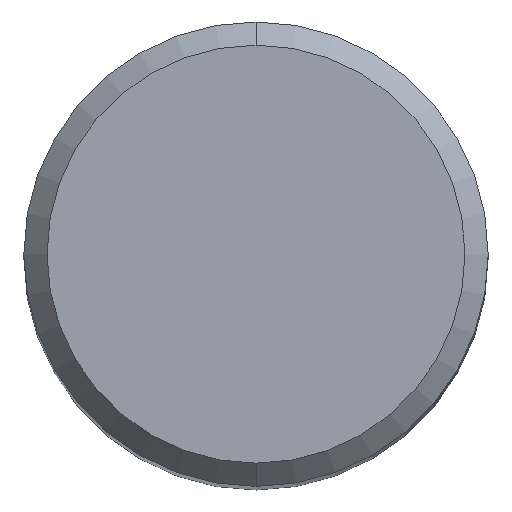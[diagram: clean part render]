
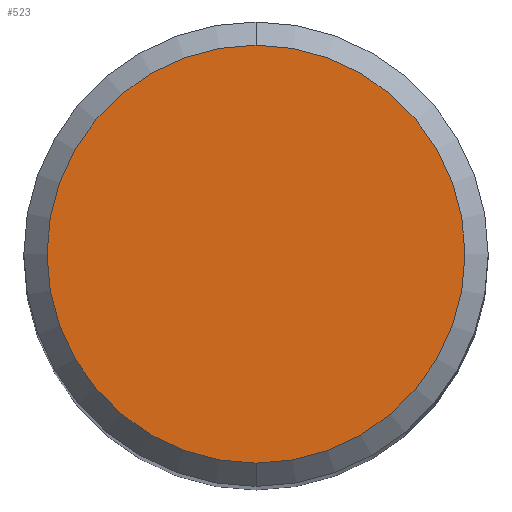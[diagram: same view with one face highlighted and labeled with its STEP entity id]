
A CAD part, top view. The second image highlights one B-rep face of the part: STEP entity #523.
In plain terms, the highlighted planar face has unit normal (0, 0, 1).
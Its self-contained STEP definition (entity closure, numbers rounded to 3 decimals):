
#419=EDGE_CURVE('',#421,#551,#1061,.T.);
#421=VERTEX_POINT('',#1063);
#471=EDGE_CURVE('',#551,#421,#1118,.T.);
#523=ADVANCED_FACE('',(#1172),#1173,.T.);
#551=VERTEX_POINT('',#1203);
#1061=CIRCLE('',#1981,4.5);
#1063=CARTESIAN_POINT('',(0.,-4.5,0.0));
#1118=CIRCLE('',#3523,4.5);
#1172=FACE_OUTER_BOUND('',#3677,.T.);
#1173=PLANE('',#3678);
#1203=CARTESIAN_POINT('',(0.0,4.5,0.0));
#1981=AXIS2_PLACEMENT_3D('',#9613,#9614,#9615);
#3523=AXIS2_PLACEMENT_3D('',#9666,#9667,#9668);
#3677=EDGE_LOOP('',(#9698,#9699));
#3678=AXIS2_PLACEMENT_3D('',#9700,#9701,#9702);
#9613=CARTESIAN_POINT('',(0.0,0.0,0.0));
#9614=DIRECTION('',(0.0,0.0,-1.0));
#9615=DIRECTION('',(0.0,1.0,0.0));
#9666=CARTESIAN_POINT('',(0.0,0.0,0.0));
#9667=DIRECTION('',(0.0,0.0,-1.0));
#9668=DIRECTION('',(0.0,1.0,0.0));
#9698=ORIENTED_EDGE('',*,*,#471,.F.);
#9699=ORIENTED_EDGE('',*,*,#419,.F.);
#9700=CARTESIAN_POINT('',(0.0,2.25,0.0));
#9701=DIRECTION('',(-0.0,0.0,1.0));
#9702=DIRECTION('',(0.0,-1.0,0.0));
